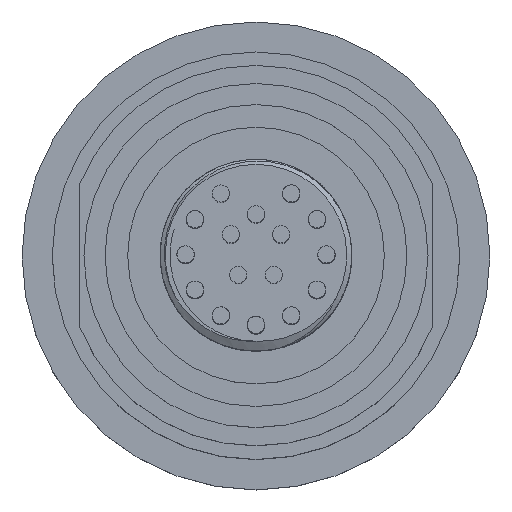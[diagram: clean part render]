
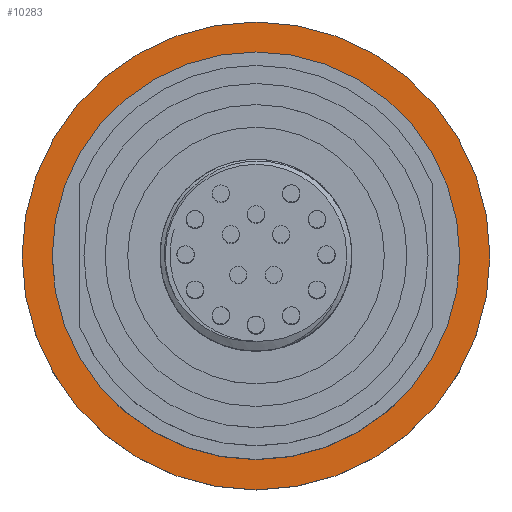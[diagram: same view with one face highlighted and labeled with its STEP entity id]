
A CAD part, top view. The second image highlights one B-rep face of the part: STEP entity #10283.
In plain terms, the highlighted planar face has unit normal (0, 0, 1).
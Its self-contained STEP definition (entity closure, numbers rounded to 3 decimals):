
#169=FACE_BOUND($,#3553,.T.);
#170=FACE_BOUND($,#3554,.T.);
#1996=CIRCLE($,#10786,20.25);
#1999=CIRCLE($,#10791,23.25);
#2268=PLANE($,#10792);
#3553=EDGE_LOOP($,(#8944));
#3554=EDGE_LOOP($,(#8945));
#4890=VERTEX_POINT($,#28607);
#4893=VERTEX_POINT($,#28615);
#6237=EDGE_CURVE($,#4890,#4890,#1996,.T.);
#6240=EDGE_CURVE($,#4893,#4893,#1999,.T.);
#8944=ORIENTED_EDGE($,*,*,#6237,.T.);
#8945=ORIENTED_EDGE($,*,*,#6240,.F.);
#10283=ADVANCED_FACE($,(#169,#170),#2268,.F.);
#10786=AXIS2_PLACEMENT_3D($,#28608,#12587,#12588);
#10791=AXIS2_PLACEMENT_3D($,#28616,#12597,#12598);
#10792=AXIS2_PLACEMENT_3D($,#28617,#12599,#12600);
#12587=DIRECTION('center_axis',(0.,0.,-1.));
#12588=DIRECTION('ref_axis',(-1.,0.,0.));
#12597=DIRECTION('center_axis',(0.,0.,-1.));
#12598=DIRECTION('ref_axis',(-1.,0.,0.));
#12599=DIRECTION('center_axis',(0.,0.,-1.));
#12600=DIRECTION('ref_axis',(-1.,0.,0.));
#28607=CARTESIAN_POINT('',(20.25,0.,15.6));
#28608=CARTESIAN_POINT('Origin',(0.,0.,15.6));
#28615=CARTESIAN_POINT('',(23.25,0.,15.6));
#28616=CARTESIAN_POINT('Origin',(0.,0.,15.6));
#28617=CARTESIAN_POINT('Origin',(0.,0.,15.6));
